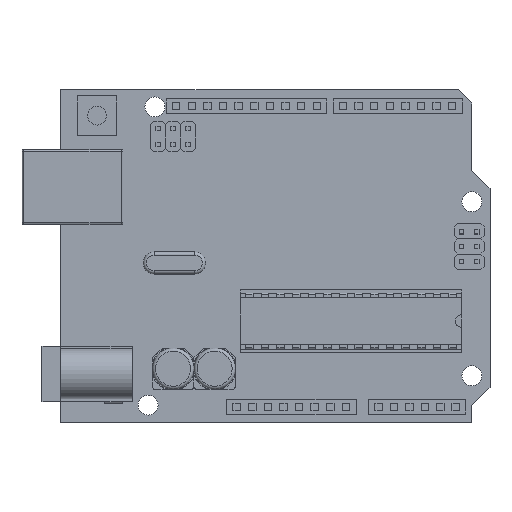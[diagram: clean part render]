
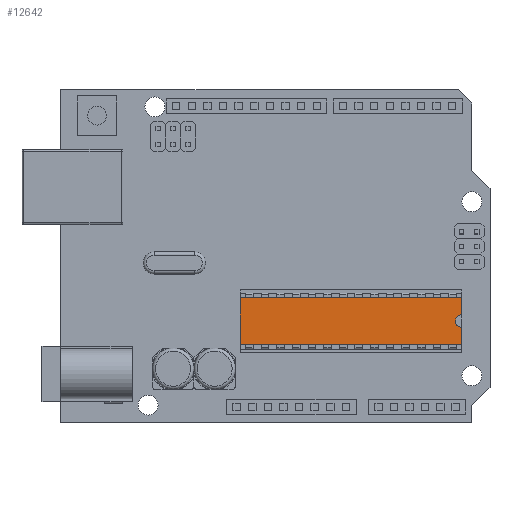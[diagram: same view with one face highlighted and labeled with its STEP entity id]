
A CAD part, top view. The second image highlights one B-rep face of the part: STEP entity #12642.
In plain terms, the highlighted planar face has unit normal (0, 0, 1).
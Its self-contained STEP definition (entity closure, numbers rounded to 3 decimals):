
#222=CIRCLE('',#13570,1.);
#1120=FACE_OUTER_BOUND('',#1908,.T.);
#1908=EDGE_LOOP('',(#11196,#11197,#11198,#11199,#11200,#11201));
#3438=LINE('',#20262,#5006);
#3442=LINE('',#20269,#5010);
#3445=LINE('',#20276,#5013);
#3448=LINE('',#20282,#5016);
#3451=LINE('',#20286,#5019);
#5006=VECTOR('',#16719,7.5);
#5010=VECTOR('',#16725,35.45);
#5013=VECTOR('',#16730,2.75);
#5016=VECTOR('',#16733,2.75);
#5019=VECTOR('',#16738,35.45);
#6161=VERTEX_POINT('',#20259);
#6162=VERTEX_POINT('',#20261);
#6164=VERTEX_POINT('',#20267);
#6167=VERTEX_POINT('',#20274);
#6169=VERTEX_POINT('',#20279);
#6170=VERTEX_POINT('',#20281);
#7842=EDGE_CURVE('',#6162,#6161,#3438,.T.);
#7846=EDGE_CURVE('',#6161,#6164,#3442,.T.);
#7849=EDGE_CURVE('',#6164,#6167,#3445,.T.);
#7852=EDGE_CURVE('',#6170,#6169,#3448,.T.);
#7855=EDGE_CURVE('',#6169,#6162,#3451,.T.);
#7856=EDGE_CURVE('',#6170,#6167,#222,.T.);
#11196=ORIENTED_EDGE('',*,*,#7849,.T.);
#11197=ORIENTED_EDGE('',*,*,#7856,.F.);
#11198=ORIENTED_EDGE('',*,*,#7852,.T.);
#11199=ORIENTED_EDGE('',*,*,#7855,.T.);
#11200=ORIENTED_EDGE('',*,*,#7842,.T.);
#11201=ORIENTED_EDGE('',*,*,#7846,.T.);
#11935=PLANE('',#13569);
#12642=ADVANCED_FACE('',(#1120),#11935,.F.);
#13569=AXIS2_PLACEMENT_3D('',#20287,#16739,#16740);
#13570=AXIS2_PLACEMENT_3D('',#20288,#16741,#16742);
#16719=DIRECTION('',(0.,-1.,0.));
#16725=DIRECTION('',(1.,0.,0.));
#16730=DIRECTION('',(0.,1.,0.));
#16733=DIRECTION('',(0.,1.,0.));
#16738=DIRECTION('',(-1.,0.,0.));
#16739=DIRECTION('center_axis',(0.,0.,-1.));
#16740=DIRECTION('ref_axis',(-1.,0.,0.));
#16741=DIRECTION('center_axis',(0.,0.,1.));
#16742=DIRECTION('ref_axis',(1.,0.,0.));
#20259=CARTESIAN_POINT('',(28.8,12.45,9.8));
#20261=CARTESIAN_POINT('',(28.8,19.95,9.8));
#20262=CARTESIAN_POINT('',(28.8,19.95,9.8));
#20267=CARTESIAN_POINT('',(64.25,12.45,9.8));
#20269=CARTESIAN_POINT('',(28.8,12.45,9.8));
#20274=CARTESIAN_POINT('',(64.25,15.2,9.8));
#20276=CARTESIAN_POINT('',(64.25,12.45,9.8));
#20279=CARTESIAN_POINT('',(64.25,19.95,9.8));
#20281=CARTESIAN_POINT('',(64.25,17.2,9.8));
#20282=CARTESIAN_POINT('',(64.25,17.2,9.8));
#20286=CARTESIAN_POINT('',(64.25,19.95,9.8));
#20287=CARTESIAN_POINT('Origin',(0.,0.,9.8));
#20288=CARTESIAN_POINT('Origin',(64.25,16.2,9.8));
